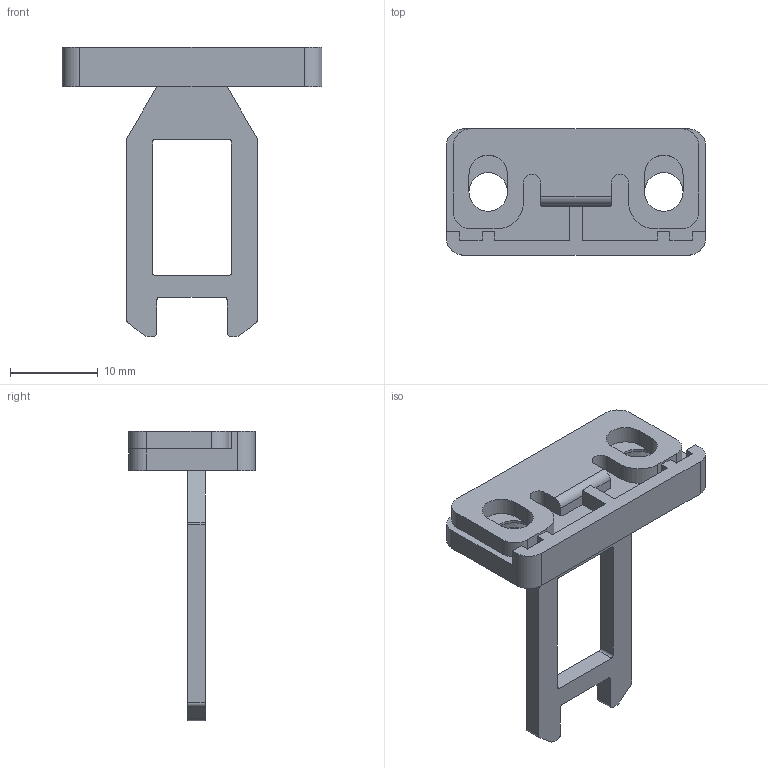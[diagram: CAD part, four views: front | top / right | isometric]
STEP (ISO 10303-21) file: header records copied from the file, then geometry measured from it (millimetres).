
FILE_DESCRIPTION (( 'STEP AP203' ), '1' );
FILE_NAME ('OUTSIDE-HS9Z-A52.STEP', '2014-04-18T10:13:05', ( 'IDEC' ), ( '' ), 'SwSTEP 2.0', 'SolidWorks 2012', '' );
FILE_SCHEMA (( 'CONFIG_CONTROL_DESIGN' ));
Length unit declared in the file: millimetre
Products named in the file (3): OUTSIDE-HS9Z-A52; OUTSIDE-HS5B-ACTR-COVER-2; OUTSIDE-HS5B-ACTR-2
Assembly tree (2 placements, depth 2):
  OUTSIDE-HS9Z-A52
    OUTSIDE-HS5B-ACTR-2
    OUTSIDE-HS5B-ACTR-COVER-2
Bounding box: 29.6 x 14.4 x 33 mm (x, y, z)
Volume: 1756.9 mm3; surface area: 2517.1 mm2
Topology: 2 solids, 2 shells, 110 faces, 314 edges, 208 vertices
Faces by surface type: plane 64, cylinder 42, cone 4
Entity records: 3919 total; most frequent: CARTESIAN_POINT 637, DIRECTION 632, ORIENTED_EDGE 628, EDGE_CURVE 314, VECTOR 226, LINE 226, VERTEX_POINT 208, AXIS2_PLACEMENT_3D 203
